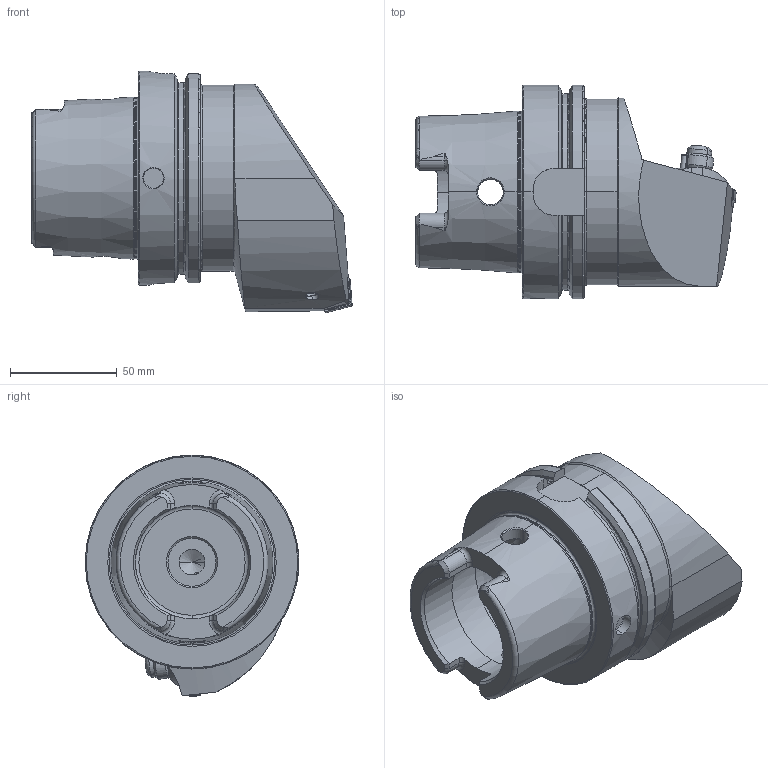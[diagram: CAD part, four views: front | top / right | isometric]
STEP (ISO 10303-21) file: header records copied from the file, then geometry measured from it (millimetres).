
FILE_DESCRIPTION (( 'STEP AP214' ), '1' );
FILE_NAME ('HA0.KCD.RBA.100.STEP', '2023-01-24T10:36:05', ( '' ), ( '' ), 'SwSTEP 2.0', 'SolidWorks 2017', '' );
FILE_SCHEMA (( 'AUTOMOTIVE_DESIGN' ));
Length unit declared in the file: millimetre
Products named in the file (11): WCC-ER4.103.032_B; WCC-ER3.102.024_C; WCD-ER2.101.003_A; WCC-ER2.001.010_A; WCC-ER5.103.012_A; WCC-ER5.102.005_A; CNMG120404; ISO 13337 - 3 x 12_PreviewCfg; KVT_MB_600_060; HA0.KCD.RBA.100; HA0-KCD.RBA.100_A_Fertigbearbeitung
Assembly tree (10 placements, depth 2):
  HA0.KCD.RBA.100
    HA0-KCD.RBA.100_A_Fertigbearbeitung
    KVT_MB_600_060
    WCC-ER5.102.005_A
    WCC-ER5.103.012_A
    WCC-ER4.103.032_B
    WCC-ER3.102.024_C
    ISO 13337 - 3 x 12_PreviewCfg
    WCD-ER2.101.003_A
    WCC-ER2.001.010_A
    CNMG120404
Bounding box: 149.86 x 100 x 112.96 mm (x, y, z)
Volume: 537079.2 mm3; surface area: 73715 mm2
Topology: 11 solids, 11 shells, 474 faces, 1185 edges, 719 vertices
Faces by surface type: cylinder 156, plane 123, cone 113, torus 64, bspline 16, sphere 2
Entity records: 17811 total; most frequent: CARTESIAN_POINT 5072, ORIENTED_EDGE 2328, DIRECTION 2317, EDGE_CURVE 1164, AXIS2_PLACEMENT_3D 930, VERTEX_POINT 716, EDGE_LOOP 502, FACE_OUTER_BOUND 474
